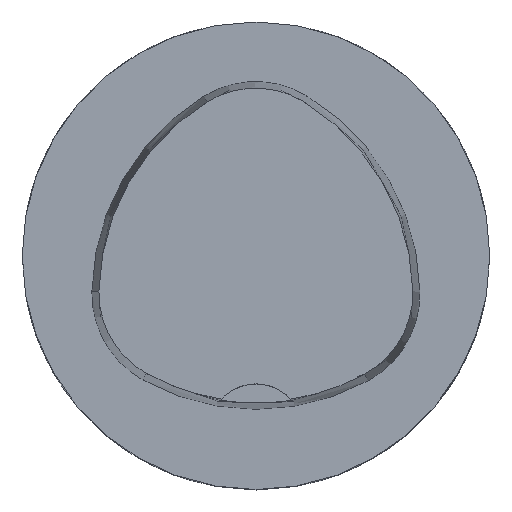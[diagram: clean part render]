
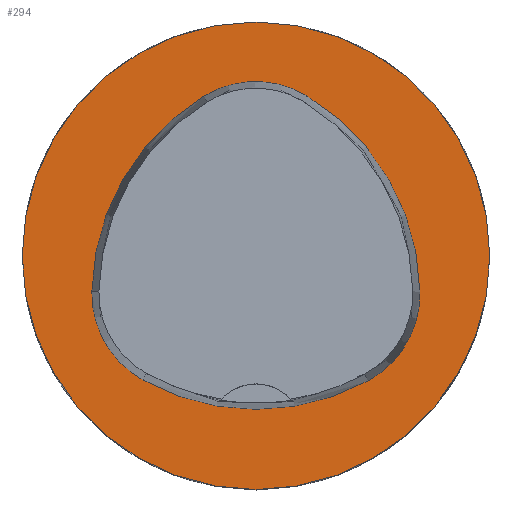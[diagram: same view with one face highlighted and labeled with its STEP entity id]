
A CAD part, top view. The second image highlights one B-rep face of the part: STEP entity #294.
In plain terms, the highlighted planar face has unit normal (0, 0, 1).
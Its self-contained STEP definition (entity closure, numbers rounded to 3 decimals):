
#294=ADVANCED_FACE('',(#423,#424),#373,.T.);
#373=PLANE('',#1974);
#423=FACE_BOUND('',#478,.T.);
#424=FACE_BOUND('',#479,.T.);
#478=EDGE_LOOP('',(#796,#797,#798,#799,#800,#801));
#479=EDGE_LOOP('',(#802));
#576=CIRCLE('',#1951,20.);
#578=CIRCLE('',#1954,8.5);
#580=CIRCLE('',#1957,20.);
#582=CIRCLE('',#1960,8.5);
#586=CIRCLE('',#1965,20.);
#588=CIRCLE('',#1968,8.5);
#591=CIRCLE('',#1973,20.);
#796=ORIENTED_EDGE('',*,*,#1390,.T.);
#797=ORIENTED_EDGE('',*,*,#1370,.T.);
#798=ORIENTED_EDGE('',*,*,#1374,.T.);
#799=ORIENTED_EDGE('',*,*,#1377,.T.);
#800=ORIENTED_EDGE('',*,*,#1380,.T.);
#801=ORIENTED_EDGE('',*,*,#1388,.T.);
#802=ORIENTED_EDGE('',*,*,#1393,.F.);
#1177=VERTEX_POINT('',#2940);
#1178=VERTEX_POINT('',#2941);
#1181=VERTEX_POINT('',#2949);
#1183=VERTEX_POINT('',#2955);
#1185=VERTEX_POINT('',#2961);
#1192=VERTEX_POINT('',#2982);
#1193=VERTEX_POINT('',#2992);
#1370=EDGE_CURVE('',#1177,#1178,#576,.T.);
#1374=EDGE_CURVE('',#1178,#1181,#578,.T.);
#1377=EDGE_CURVE('',#1181,#1183,#580,.T.);
#1380=EDGE_CURVE('',#1183,#1185,#582,.T.);
#1388=EDGE_CURVE('',#1185,#1192,#586,.T.);
#1390=EDGE_CURVE('',#1192,#1177,#588,.T.);
#1393=EDGE_CURVE('',#1193,#1193,#591,.T.);
#1951=AXIS2_PLACEMENT_3D('',#2939,#2278,#2279);
#1954=AXIS2_PLACEMENT_3D('',#2948,#2286,#2287);
#1957=AXIS2_PLACEMENT_3D('',#2954,#2293,#2294);
#1960=AXIS2_PLACEMENT_3D('',#2960,#2300,#2301);
#1965=AXIS2_PLACEMENT_3D('',#2983,#2312,#2313);
#1968=AXIS2_PLACEMENT_3D('',#2986,#2318,#2319);
#1973=AXIS2_PLACEMENT_3D('',#2991,#2328,#2329);
#1974=AXIS2_PLACEMENT_3D('',#2993,#2330,#2331);
#2278=DIRECTION('',(0.,0.,-1.));
#2279=DIRECTION('',(-1.,0.,0.));
#2286=DIRECTION('',(0.,0.,-1.));
#2287=DIRECTION('',(-1.,0.,0.));
#2293=DIRECTION('',(0.,0.,-1.));
#2294=DIRECTION('',(-1.,0.,0.));
#2300=DIRECTION('',(0.,0.,-1.));
#2301=DIRECTION('',(-1.,0.,0.));
#2312=DIRECTION('',(0.,0.,-1.));
#2313=DIRECTION('',(-1.,0.,0.));
#2318=DIRECTION('',(0.,0.,-1.));
#2319=DIRECTION('',(-1.,0.,0.));
#2328=DIRECTION('',(0.,0.,-1.));
#2329=DIRECTION('',(-1.,0.,0.));
#2330=DIRECTION('',(0.,0.,1.));
#2331=DIRECTION('',(1.,0.,0.));
#2939=CARTESIAN_POINT('',(5.955,-3.414,0.));
#2940=CARTESIAN_POINT('',(-14.041,-3.042,0.));
#2941=CARTESIAN_POINT('',(-4.472,13.653,0.));
#2948=CARTESIAN_POINT('',(-0.04,6.4,0.));
#2949=CARTESIAN_POINT('',(4.347,13.68,0.));
#2954=CARTESIAN_POINT('',(-5.976,-3.45,0.));
#2955=CARTESIAN_POINT('',(14.021,-3.075,0.));
#2960=CARTESIAN_POINT('',(5.522,-3.235,0.));
#2961=CARTESIAN_POINT('',(9.588,-10.699,0.));
#2982=CARTESIAN_POINT('',(-9.655,-10.639,0.));
#2983=CARTESIAN_POINT('',(0.022,6.864,0.));
#2986=CARTESIAN_POINT('',(-5.543,-3.2,0.));
#2991=CARTESIAN_POINT('',(0.,0.,0.));
#2992=CARTESIAN_POINT('',(-20.,0.,0.));
#2993=CARTESIAN_POINT('',(0.,0.,0.));
